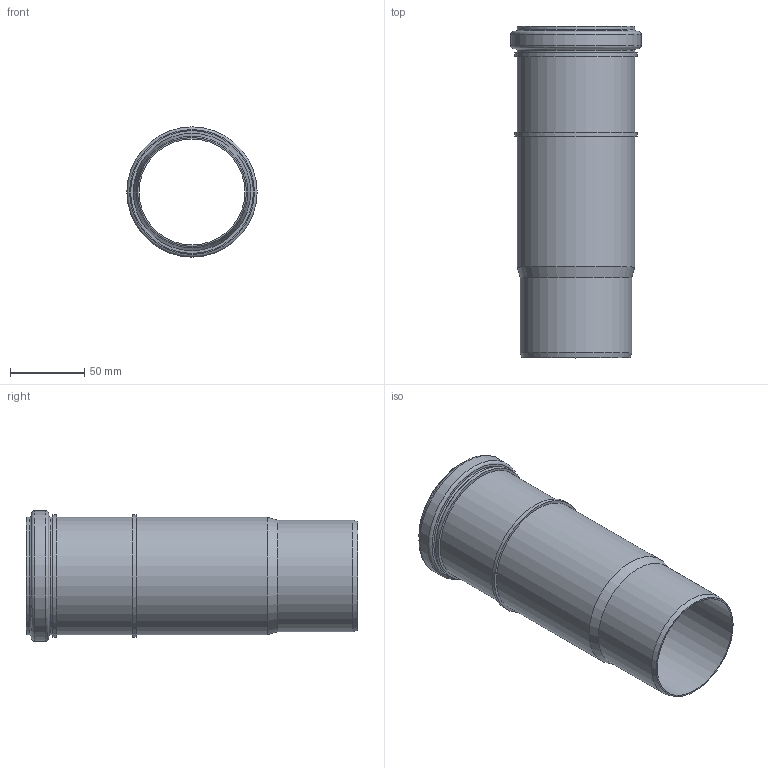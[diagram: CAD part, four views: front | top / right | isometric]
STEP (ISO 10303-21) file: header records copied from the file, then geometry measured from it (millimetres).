
FILE_DESCRIPTION(/* description */ (''),/* implementation_level */ '2;1');
FILE_NAME(/* name */ '173800 HTsafeL DN_OD 75.stp',/* time_stamp */ '2017-03-13T09:26:51+01:00',/* author */ ('user1'),/* organization */ (''),/* preprocessor_version */ 'ST-DEVELOPER v16.1',/* originating_system */ 'Autodesk Inventor 2016',/* authorisation */ '');
FILE_SCHEMA (('AUTOMOTIVE_DESIGN { 1 0 10303 214 3 1 1 }'));
Length unit declared in the file: millimetre
Products named in the file (1): 173800 HTsafeL DN_OD 75
Bounding box: 87.5 x 223 x 87.5 mm (x, y, z)
Volume: 98259.4 mm3; surface area: 112958 mm2
Topology: 1 solids, 1 shells, 35 faces, 64 edges, 35 vertices
Faces by surface type: cylinder 12, torus 10, cone 7, plane 6
Full cylindrical faces by diameter (mm): 71.2 x1, 75 x1, 75.4 x2, 78.8 x4, 82.5 x2, 84.5 x1, 87.5 x1
Entity records: 732 total; most frequent: DIRECTION 142, CARTESIAN_POINT 106, AXIS2_PLACEMENT_3D 71, EDGE_LOOP 70, ORIENTED_EDGE 70, FACE_BOUND 35, FACE_OUTER_BOUND 35, CIRCLE 35
